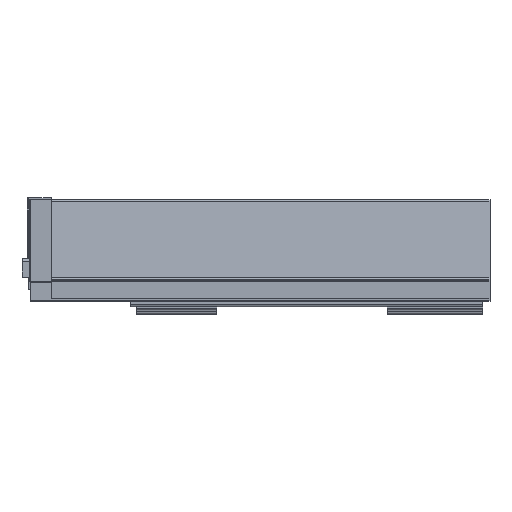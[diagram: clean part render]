
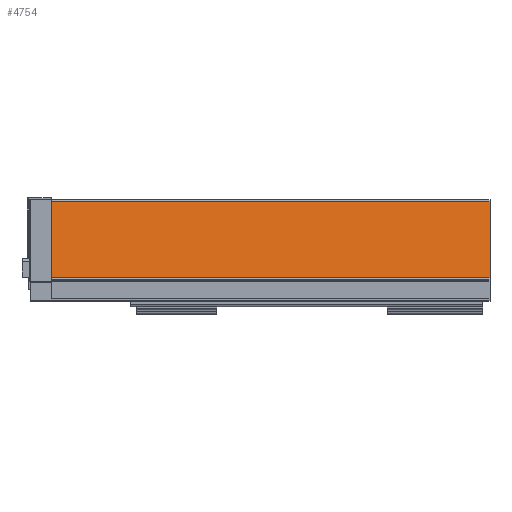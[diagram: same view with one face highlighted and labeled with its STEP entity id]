
A CAD part, top view. The second image highlights one B-rep face of the part: STEP entity #4754.
In plain terms, the highlighted planar face has unit normal (0, 0.139, 0.99).
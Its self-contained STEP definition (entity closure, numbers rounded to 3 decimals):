
#689 = VECTOR ( 'NONE', #4512, 1000. ) ;
#750 = CARTESIAN_POINT ( 'NONE',  ( 0., 10.222, 34.135 ) ) ;
#1062 = CARTESIAN_POINT ( 'NONE',  ( 0., 75.024, 25.028 ) ) ;
#1093 = VECTOR ( 'NONE', #5547, 1000. ) ;
#1275 = EDGE_CURVE ( 'NONE', #8094, #2423, #1468, .T. ) ;
#1468 = LINE ( 'NONE', #9400, #1093 ) ;
#1476 = EDGE_CURVE ( 'NONE', #10089, #9921, #5132, .T. ) ;
#1817 = CARTESIAN_POINT ( 'NONE',  ( -393., 75.024, 25.028 ) ) ;
#1906 = ORIENTED_EDGE ( 'NONE', *, *, #9611, .F. ) ;
#2177 = LINE ( 'NONE', #7085, #10217 ) ;
#2206 = VECTOR ( 'NONE', #9332, 1000. ) ;
#2423 = VERTEX_POINT ( 'NONE', #7784 ) ;
#2589 = EDGE_LOOP ( 'NONE', ( #4332, #8636, #5389, #1906 ) ) ;
#3159 = DIRECTION ( 'NONE',  ( 1., 0., 0. ) ) ;
#4332 = ORIENTED_EDGE ( 'NONE', *, *, #1275, .F. ) ;
#4512 = DIRECTION ( 'NONE',  ( 1., 0., 0. ) ) ;
#4754 = ADVANCED_FACE ( 'NONE', ( #9793 ), #7347, .T. ) ;
#5005 = DIRECTION ( 'NONE',  ( 0., 0.139, 0.99 ) ) ;
#5132 = LINE ( 'NONE', #8304, #2206 ) ;
#5389 = ORIENTED_EDGE ( 'NONE', *, *, #1476, .F. ) ;
#5547 = DIRECTION ( 'NONE',  ( 0., 0.99, -0.139 ) ) ;
#6468 = CARTESIAN_POINT ( 'NONE',  ( -373.5, 10.222, 34.135 ) ) ;
#6520 = EDGE_CURVE ( 'NONE', #8094, #9921, #8576, .T. ) ;
#6922 = CARTESIAN_POINT ( 'NONE',  ( 0., 10.222, 34.135 ) ) ;
#7085 = CARTESIAN_POINT ( 'NONE',  ( -393., 75.024, 25.028 ) ) ;
#7347 = PLANE ( 'NONE',  #8720 ) ;
#7784 = CARTESIAN_POINT ( 'NONE',  ( -373.5, 75.024, 25.028 ) ) ;
#8094 = VERTEX_POINT ( 'NONE', #6468 ) ;
#8304 = CARTESIAN_POINT ( 'NONE',  ( 0., 75.024, 25.028 ) ) ;
#8576 = LINE ( 'NONE', #6922, #689 ) ;
#8636 = ORIENTED_EDGE ( 'NONE', *, *, #6520, .T. ) ;
#8720 = AXIS2_PLACEMENT_3D ( 'NONE', #1817, #5005, #9007 ) ;
#9007 = DIRECTION ( 'NONE',  ( 0., -0.99, 0.139 ) ) ;
#9332 = DIRECTION ( 'NONE',  ( 0., -0.99, 0.139 ) ) ;
#9400 = CARTESIAN_POINT ( 'NONE',  ( -373.5, 75.024, 25.028 ) ) ;
#9611 = EDGE_CURVE ( 'NONE', #2423, #10089, #2177, .T. ) ;
#9793 = FACE_OUTER_BOUND ( 'NONE', #2589, .T. ) ;
#9921 = VERTEX_POINT ( 'NONE', #750 ) ;
#10089 = VERTEX_POINT ( 'NONE', #1062 ) ;
#10217 = VECTOR ( 'NONE', #3159, 1000. ) ;
